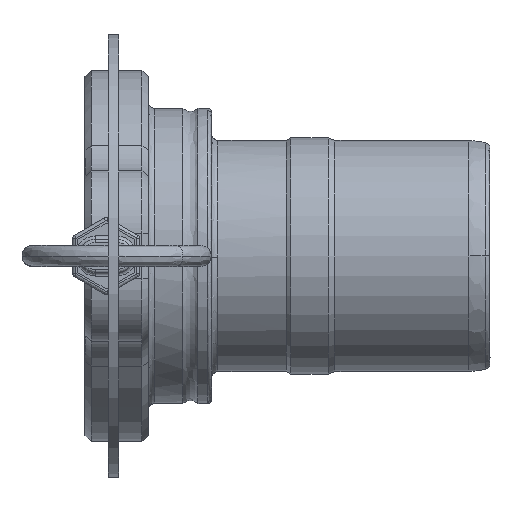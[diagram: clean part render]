
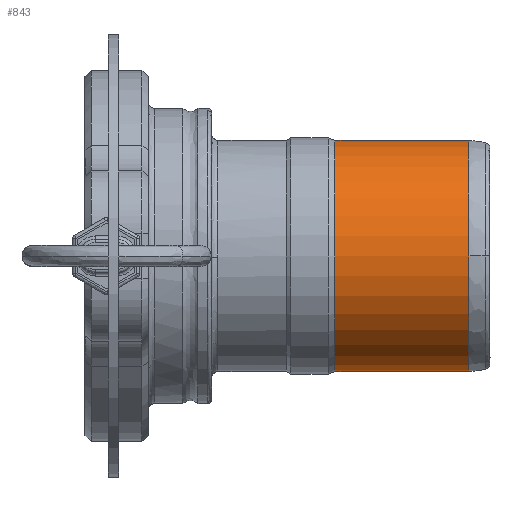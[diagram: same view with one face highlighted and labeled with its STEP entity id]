
A CAD part, front view. The second image highlights one B-rep face of the part: STEP entity #843.
In plain terms, the highlighted cylindrical face has radius 5.485 mm (diameter 10.97 mm), a partial arc.
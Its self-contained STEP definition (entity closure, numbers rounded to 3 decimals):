
#81 = ORIENTED_EDGE ( 'NONE', *, *, #419, .F. ) ;
#83 = ORIENTED_EDGE ( 'NONE', *, *, #731, .F. ) ;
#84 = ORIENTED_EDGE ( 'NONE', *, *, #418, .T. ) ;
#85 = ORIENTED_EDGE ( 'NONE', *, *, #734, .T. ) ;
#87 = ORIENTED_EDGE ( 'NONE', *, *, #727, .F. ) ;
#418 = EDGE_CURVE ( 'NONE', #971, #965, #2748, .T. ) ;
#419 = EDGE_CURVE ( 'NONE', #1005, #1008, #2750, .T. ) ;
#727 = EDGE_CURVE ( 'NONE', #974, #1005, #8821, .T. ) ;
#731 = EDGE_CURVE ( 'NONE', #971, #974, #4173, .T. ) ;
#734 = EDGE_CURVE ( 'NONE', #965, #1008, #4174, .T. ) ;
#843 = ADVANCED_FACE ( 'NONE', ( #6749 ), #6750, .T. ) ;
#965 = VERTEX_POINT ( 'NONE', #7831 ) ;
#971 = VERTEX_POINT ( 'NONE', #7837 ) ;
#974 = VERTEX_POINT ( 'NONE', #7840 ) ;
#1005 = VERTEX_POINT ( 'NONE', #7871 ) ;
#1008 = VERTEX_POINT ( 'NONE', #7874 ) ;
#2580 = AXIS2_PLACEMENT_3D ( 'NONE', #7331, #7332, #7333 ) ;
#2748 = CIRCLE ( 'NONE', #2751, 5.485 ) ;
#2750 = CIRCLE ( 'NONE', #2753, 5.485 ) ;
#2751 = AXIS2_PLACEMENT_3D ( 'NONE', #3615, #3616, #3617 ) ;
#2753 = AXIS2_PLACEMENT_3D ( 'NONE', #3618, #3619, #3620 ) ;
#3615 = CARTESIAN_POINT ( 'NONE',  ( -7.35, 0., 0. ) ) ;
#3616 = DIRECTION ( 'NONE',  ( 1., 0., 0. ) ) ;
#3617 = DIRECTION ( 'NONE',  ( 0., 0., -1. ) ) ;
#3618 = CARTESIAN_POINT ( 'NONE',  ( -1., 0., 0. ) ) ;
#3619 = DIRECTION ( 'NONE',  ( 1., 0., 0. ) ) ;
#3620 = DIRECTION ( 'NONE',  ( 0., 0., -1. ) ) ;
#4173 = LINE ( 'NONE', #6211, #8812 ) ;
#4174 = LINE ( 'NONE', #6219, #8808 ) ;
#6199 = CARTESIAN_POINT ( 'NONE',  ( -1., 0., 0. ) ) ;
#6200 = DIRECTION ( 'NONE',  ( 1., 0., 0. ) ) ;
#6201 = DIRECTION ( 'NONE',  ( 0., 0., -1. ) ) ;
#6211 = CARTESIAN_POINT ( 'NONE',  ( -20.16, 0., 5.485 ) ) ;
#6212 = DIRECTION ( 'NONE',  ( 1., 0., 0. ) ) ;
#6219 = CARTESIAN_POINT ( 'NONE',  ( -20.16, 0., -5.485 ) ) ;
#6220 = DIRECTION ( 'NONE',  ( 1., 0., 0. ) ) ;
#6749 = FACE_OUTER_BOUND ( 'NONE', #9282, .T. ) ;
#6750 = CYLINDRICAL_SURFACE ( 'NONE', #2580, 5.485 ) ;
#7331 = CARTESIAN_POINT ( 'NONE',  ( -20.16, 0., 0. ) ) ;
#7332 = DIRECTION ( 'NONE',  ( 1., 0., 0. ) ) ;
#7333 = DIRECTION ( 'NONE',  ( 0., 0., -1. ) ) ;
#7831 = CARTESIAN_POINT ( 'NONE',  ( -7.35, 0., -5.485 ) ) ;
#7837 = CARTESIAN_POINT ( 'NONE',  ( -7.35, 0., 5.485 ) ) ;
#7840 = CARTESIAN_POINT ( 'NONE',  ( -1., 0., 5.485 ) ) ;
#7871 = CARTESIAN_POINT ( 'NONE',  ( -1., -5.485, 0. ) ) ;
#7874 = CARTESIAN_POINT ( 'NONE',  ( -1., 0., -5.485 ) ) ;
#8808 = VECTOR ( 'NONE', #6220, 1000. ) ;
#8812 = VECTOR ( 'NONE', #6212, 1000. ) ;
#8820 = AXIS2_PLACEMENT_3D ( 'NONE', #6199, #6200, #6201 ) ;
#8821 = CIRCLE ( 'NONE', #8820, 5.485 ) ;
#9282 = EDGE_LOOP ( 'NONE', ( #83, #84, #85, #81, #87 ) ) ;
